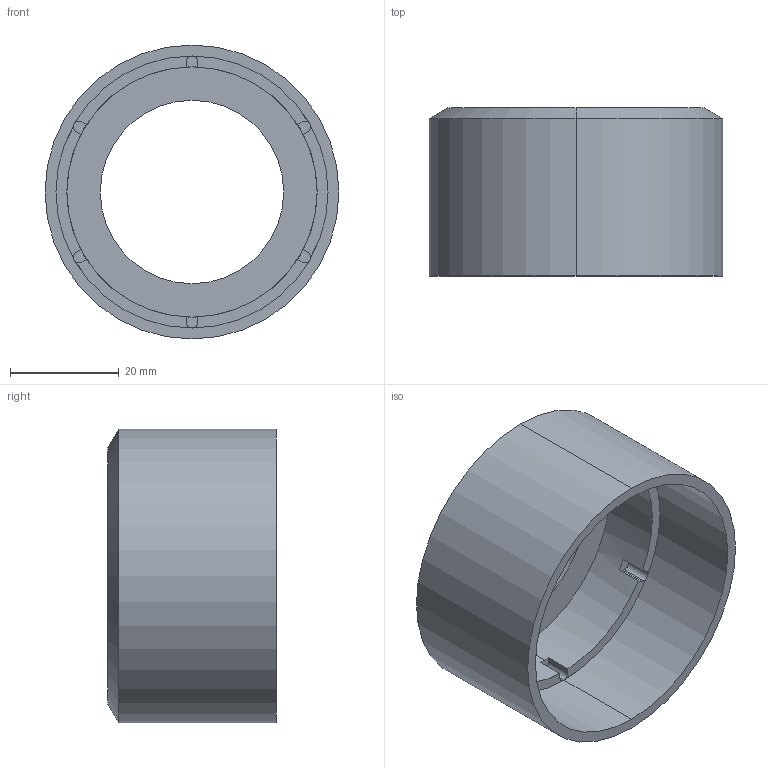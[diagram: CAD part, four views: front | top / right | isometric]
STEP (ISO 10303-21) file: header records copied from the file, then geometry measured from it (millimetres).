
FILE_DESCRIPTION (( 'STEP AP203' ), '1' );
FILE_NAME ('兼容CNC旋钮.STEP', '2022-09-06T06:40:27', ( 'jzc' ), ( '' ), 'SwSTEP 2.0', 'SolidWorks 2016', '' );
FILE_SCHEMA (( 'CONFIG_CONTROL_DESIGN' ));
Length unit declared in the file: millimetre
Products named in the file (1): 兼容CNC旋钮
Bounding box: 54 x 30.9 x 54 mm (x, y, z)
Volume: 14658.1 mm3; surface area: 12505.6 mm2
Topology: 1 solids, 1 shells, 49 faces, 124 edges, 79 vertices
Faces by surface type: plane 28, cylinder 19, cone 2
Entity records: 1572 total; most frequent: DIRECTION 285, CARTESIAN_POINT 253, ORIENTED_EDGE 248, EDGE_CURVE 124, AXIS2_PLACEMENT_3D 111, VERTEX_POINT 79, VECTOR 63, LINE 63
